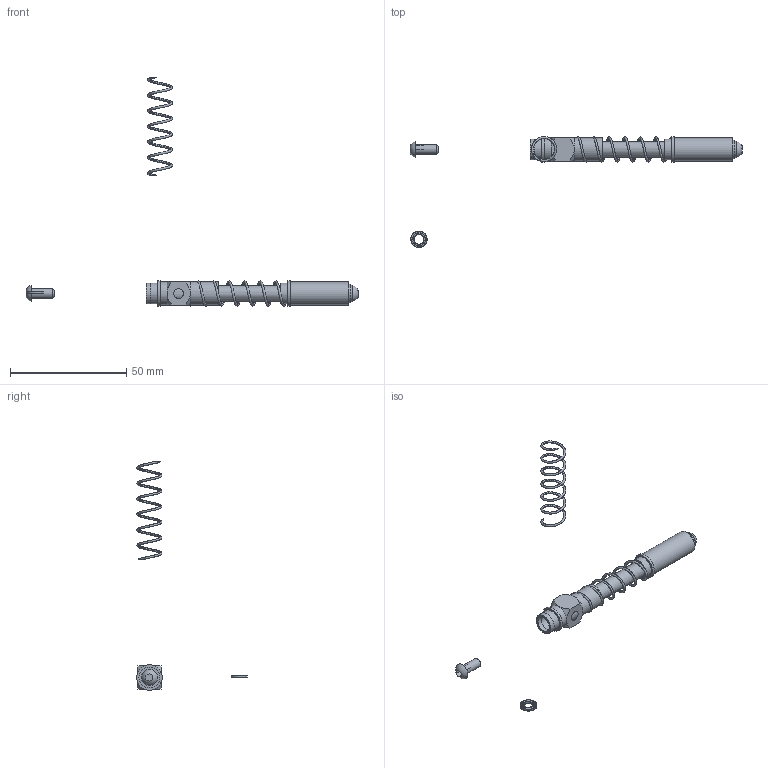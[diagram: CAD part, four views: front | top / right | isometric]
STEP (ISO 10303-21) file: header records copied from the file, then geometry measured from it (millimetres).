
FILE_DESCRIPTION( ( 'STEP AP214' ), '1' );
FILE_NAME( 'CA.GGD.10050530.stp', '2014-07-04T07:54:49', ( ' ' ), ( ' ' ), 'XStep 1.0', ' ', ' ' );
FILE_SCHEMA( ( 'CONFIG_CONTROL_DESIGN) ( )' ) );
Length unit declared in the file: metre
Products named in the file (9): Assem1; GGD.10.2; M.10X47; GGD.10.05.05; GGD.10.30; GGD.10.30.01; R.4; R.4.SCH; V.TBCE4X10.BUTT
Bounding box: 142.84 x 47.64 x 98.35 mm (x, y, z)
Volume: 10024.5 mm3; surface area: 11674.8 mm2
Topology: 14 solids, 16 shells, 516 faces, 1404 edges, 928 vertices
Faces by surface type: plane 448, cylinder 42, cone 20, bspline 2, sphere 2, torus 2
Full cylindrical faces by diameter (mm): 3.242 x2, 4 x4, 4.134 x6, 4.3 x4, 5 x2, 6.8 x2, 6.84 x2, 7 x4, 8 x2, 9 x6, 10 x4, 11 x2
Entity records: 9338 total; most frequent: CARTESIAN_POINT 2408, DIRECTION 1428, ORIENTED_EDGE 1338, EDGE_CURVE 669, AXIS2_PLACEMENT_3D 514, VERTEX_POINT 457, LINE 400, VECTOR 400
